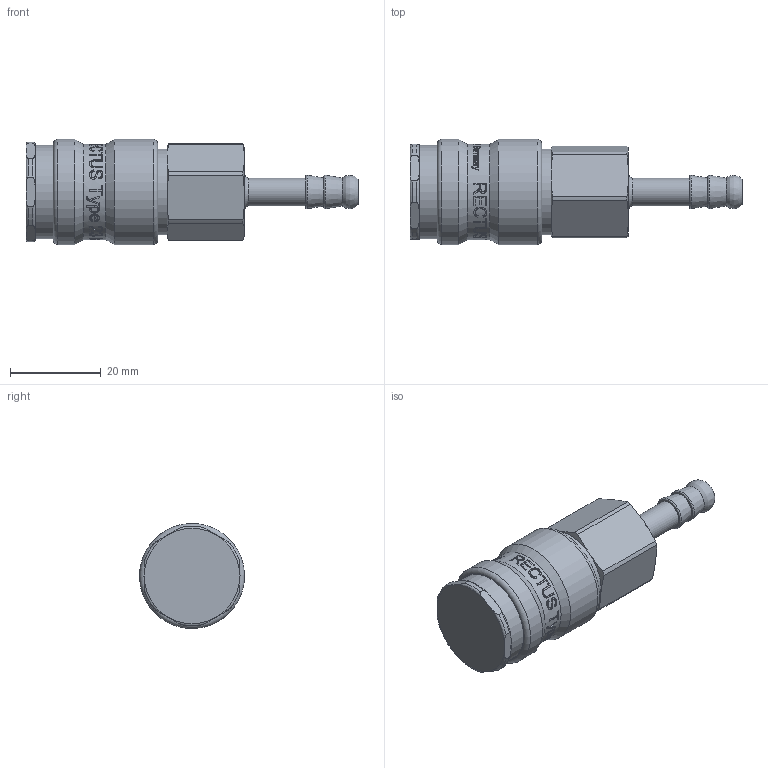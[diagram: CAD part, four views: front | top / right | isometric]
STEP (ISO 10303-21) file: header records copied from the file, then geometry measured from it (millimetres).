
FILE_DESCRIPTION((''),'2;1');
FILE_NAME('23katf06mpn.stp','2014-03-04T09:45:38',('IA176480'),(''),'Autodesk Inventor 2013','Autodesk Inventor 2013','');
FILE_SCHEMA(('AUTOMOTIVE_DESIGN { 1 0 10303 214 1 1 1 1 }'));
Length unit declared in the file: millimetre
Products named in the file (1): D109358
Bounding box: 73.1 x 23.15 x 23.15 mm (x, y, z)
Volume: 16537.7 mm3; surface area: 7591.4 mm2
Topology: 2 solids, 3 shells, 543 faces, 1433 edges, 945 vertices
Faces by surface type: bspline 269, plane 170, cylinder 67, cone 20, torus 17
Full cylindrical faces by diameter (mm): 4.602 x1, 6.1 x1, 16 x1, 17.25 x1, 18.95 x1, 19.35 x1, 20.6 x1, 20.8 x1, 21 x1, 23.15 x2
Entity records: 75881 total; most frequent: CARTESIAN_POINT 64116, ORIENTED_EDGE 2794, EDGE_CURVE 1397, DIRECTION 1377, VERTEX_POINT 940, B_SPLINE_CURVE_WITH_KNOTS 711, EDGE_LOOP 627, FACE_OUTER_BOUND 543
